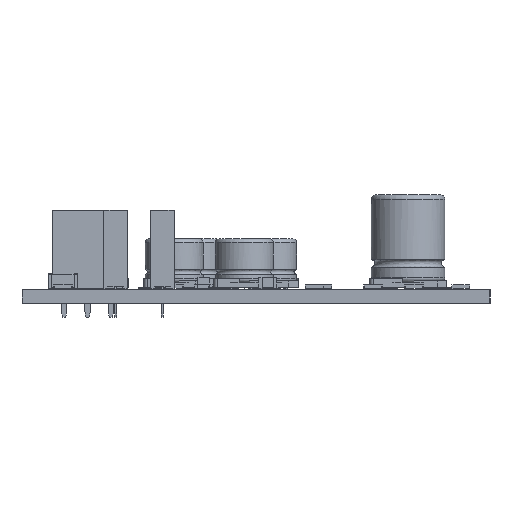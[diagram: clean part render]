
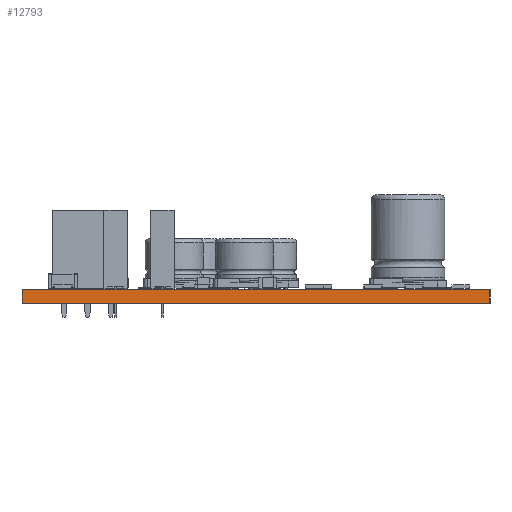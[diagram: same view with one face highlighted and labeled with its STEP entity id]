
A CAD part, left-side view. The second image highlights one B-rep face of the part: STEP entity #12793.
In plain terms, the highlighted planar face has unit normal (-1, 0, 0).
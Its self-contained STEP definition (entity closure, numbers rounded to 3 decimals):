
#12737 = VERTEX_POINT('',#12738);
#12738 = CARTESIAN_POINT('',(91.44,-111.76,1.51));
#12744 = EDGE_CURVE('',#12745,#12737,#12747,.T.);
#12745 = VERTEX_POINT('',#12746);
#12746 = CARTESIAN_POINT('',(91.44,-111.76,0.));
#12747 = LINE('',#12748,#12749);
#12748 = CARTESIAN_POINT('',(91.44,-111.76,0.));
#12749 = VECTOR('',#12750,1.);
#12750 = DIRECTION('',(0.,0.,1.));
#12793 = ADVANCED_FACE('',(#12794),#12819,.T.);
#12794 = FACE_BOUND('',#12795,.T.);
#12795 = EDGE_LOOP('',(#12796,#12797,#12805,#12813));
#12796 = ORIENTED_EDGE('',*,*,#12744,.T.);
#12797 = ORIENTED_EDGE('',*,*,#12798,.T.);
#12798 = EDGE_CURVE('',#12737,#12799,#12801,.T.);
#12799 = VERTEX_POINT('',#12800);
#12800 = CARTESIAN_POINT('',(91.44,-60.96,1.51));
#12801 = LINE('',#12802,#12803);
#12802 = CARTESIAN_POINT('',(91.44,-111.76,1.51));
#12803 = VECTOR('',#12804,1.);
#12804 = DIRECTION('',(0.,1.,0.));
#12805 = ORIENTED_EDGE('',*,*,#12806,.F.);
#12806 = EDGE_CURVE('',#12807,#12799,#12809,.T.);
#12807 = VERTEX_POINT('',#12808);
#12808 = CARTESIAN_POINT('',(91.44,-60.96,0.));
#12809 = LINE('',#12810,#12811);
#12810 = CARTESIAN_POINT('',(91.44,-60.96,0.));
#12811 = VECTOR('',#12812,1.);
#12812 = DIRECTION('',(0.,0.,1.));
#12813 = ORIENTED_EDGE('',*,*,#12814,.F.);
#12814 = EDGE_CURVE('',#12745,#12807,#12815,.T.);
#12815 = LINE('',#12816,#12817);
#12816 = CARTESIAN_POINT('',(91.44,-111.76,0.));
#12817 = VECTOR('',#12818,1.);
#12818 = DIRECTION('',(0.,1.,0.));
#12819 = PLANE('',#12820);
#12820 = AXIS2_PLACEMENT_3D('',#12821,#12822,#12823);
#12821 = CARTESIAN_POINT('',(91.44,-111.76,0.));
#12822 = DIRECTION('',(-1.,0.,0.));
#12823 = DIRECTION('',(0.,1.,0.));
